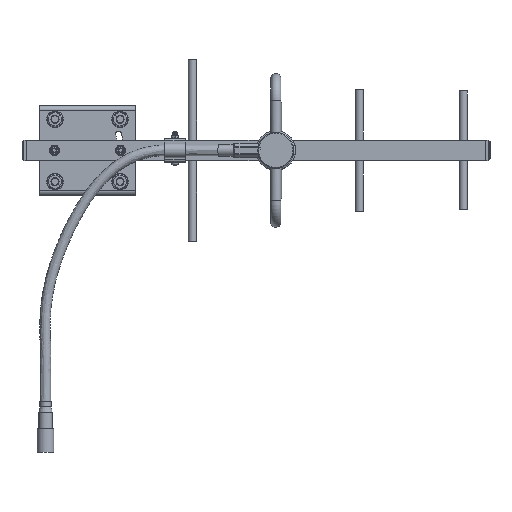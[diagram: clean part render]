
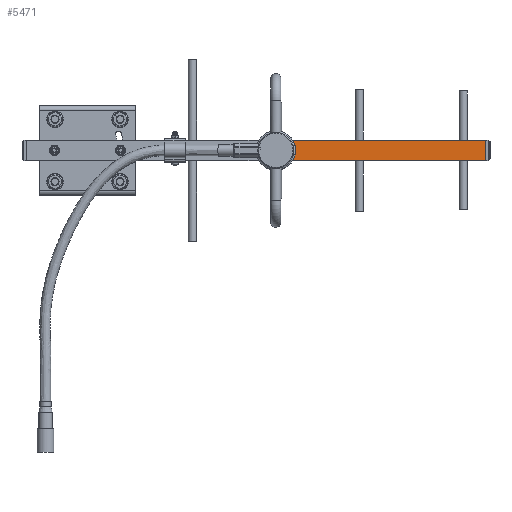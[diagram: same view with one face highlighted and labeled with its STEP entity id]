
A CAD part, top view. The second image highlights one B-rep face of the part: STEP entity #5471.
In plain terms, the highlighted face is planar.
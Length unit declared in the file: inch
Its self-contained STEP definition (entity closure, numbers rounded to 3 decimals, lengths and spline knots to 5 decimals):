
#605 = CARTESIAN_POINT ( 'NONE',  ( -9.4375, 0., -0.391 ) ) ;
#737 = VECTOR ( 'NONE', #29155, 39.37008 ) ;
#1477 = EDGE_LOOP ( 'NONE', ( #16073, #12534, #9216, #24472 ) ) ;
#2898 = VECTOR ( 'NONE', #3368, 39.37008 ) ;
#2906 = DIRECTION ( 'NONE',  ( 1., 0., 0. ) ) ;
#3368 = DIRECTION ( 'NONE',  ( 1., 0., 0. ) ) ;
#3738 = PLANE ( 'NONE',  #24743 ) ;
#3754 = VERTEX_POINT ( 'NONE', #19827 ) ;
#3828 = CARTESIAN_POINT ( 'NONE',  ( -17.375, 0.391, -0.391 ) ) ;
#5471 = ADVANCED_FACE ( 'NONE', ( #29582 ), #3738, .T. ) ;
#5480 = AXIS2_PLACEMENT_3D ( 'NONE', #605, #16664, #2906 ) ;
#5918 = LINE ( 'NONE', #7065, #11318 ) ;
#6544 = DIRECTION ( 'NONE',  ( -1., 0., 0. ) ) ;
#6803 = CIRCLE ( 'NONE', #5480, 0.68 ) ;
#7065 = CARTESIAN_POINT ( 'NONE',  ( -17.375, 0.391, -0.391 ) ) ;
#8868 = CARTESIAN_POINT ( 'NONE',  ( -17.375, 0.391, -0.391 ) ) ;
#9216 = ORIENTED_EDGE ( 'NONE', *, *, #12831, .F. ) ;
#9488 = DIRECTION ( 'NONE',  ( 1., 0., 0. ) ) ;
#9619 = EDGE_CURVE ( 'NONE', #12629, #16423, #19030, .T. ) ;
#9828 = CARTESIAN_POINT ( 'NONE',  ( -17.375, 0.391, -0.391 ) ) ;
#11318 = VECTOR ( 'NONE', #9488, 39.37008 ) ;
#12534 = ORIENTED_EDGE ( 'NONE', *, *, #13894, .T. ) ;
#12629 = VERTEX_POINT ( 'NONE', #13814 ) ;
#12831 = EDGE_CURVE ( 'NONE', #12629, #20482, #15844, .T. ) ;
#13814 = CARTESIAN_POINT ( 'NONE',  ( -17.375, -0.391, -0.391 ) ) ;
#13894 = EDGE_CURVE ( 'NONE', #3754, #20482, #6803, .T. ) ;
#15844 = LINE ( 'NONE', #23977, #2898 ) ;
#16073 = ORIENTED_EDGE ( 'NONE', *, *, #20950, .T. ) ;
#16423 = VERTEX_POINT ( 'NONE', #9828 ) ;
#16664 = DIRECTION ( 'NONE',  ( 0., 0., 1. ) ) ;
#19030 = LINE ( 'NONE', #8868, #737 ) ;
#19827 = CARTESIAN_POINT ( 'NONE',  ( -9.99384, 0.391, -0.391 ) ) ;
#19861 = DIRECTION ( 'NONE',  ( 0., 0., -1. ) ) ;
#20482 = VERTEX_POINT ( 'NONE', #21525 ) ;
#20950 = EDGE_CURVE ( 'NONE', #16423, #3754, #5918, .T. ) ;
#21525 = CARTESIAN_POINT ( 'NONE',  ( -9.99384, -0.391, -0.391 ) ) ;
#23977 = CARTESIAN_POINT ( 'NONE',  ( -17.375, -0.391, -0.391 ) ) ;
#24472 = ORIENTED_EDGE ( 'NONE', *, *, #9619, .T. ) ;
#24743 = AXIS2_PLACEMENT_3D ( 'NONE', #3828, #19861, #6544 ) ;
#29155 = DIRECTION ( 'NONE',  ( 0., 1., 0. ) ) ;
#29582 = FACE_OUTER_BOUND ( 'NONE', #1477, .T. ) ;
